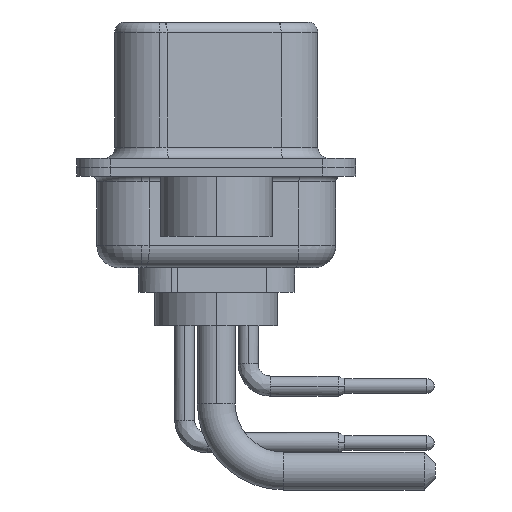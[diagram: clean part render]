
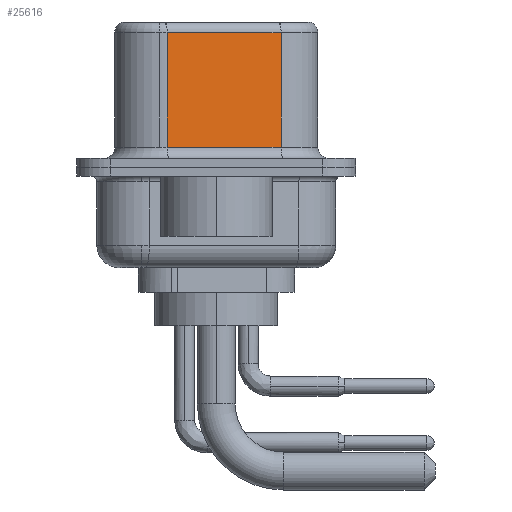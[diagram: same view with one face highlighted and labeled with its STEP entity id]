
A CAD part, left-side view. The second image highlights one B-rep face of the part: STEP entity #25616.
In plain terms, the highlighted planar face has unit normal (-0.985, -0.174, 0).
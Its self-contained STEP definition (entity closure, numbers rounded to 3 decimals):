
#346 = ORIENTED_EDGE ( 'NONE', *, *, #24436, .F. ) ;
#1152 = CARTESIAN_POINT ( 'NONE',  ( 4.58, -2.897, 0.9 ) ) ;
#2312 = AXIS2_PLACEMENT_3D ( 'NONE', #18345, #14088, #5740 ) ;
#2468 = EDGE_CURVE ( 'NONE', #16169, #20405, #8093, .T. ) ;
#2570 = ORIENTED_EDGE ( 'NONE', *, *, #7932, .T. ) ;
#3047 = FACE_OUTER_BOUND ( 'NONE', #23034, .T. ) ;
#3226 = VECTOR ( 'NONE', #5979, 1000. ) ;
#5740 = DIRECTION ( 'NONE',  ( -0.174, 0.985, 0. ) ) ;
#5979 = DIRECTION ( 'NONE',  ( 0.174, -0.985, 0. ) ) ;
#7932 = EDGE_CURVE ( 'NONE', #17568, #16169, #19167, .T. ) ;
#8093 = LINE ( 'NONE', #1152, #3226 ) ;
#9310 = CARTESIAN_POINT ( 'NONE',  ( 4.58, -2.897, 6.02 ) ) ;
#9561 = VECTOR ( 'NONE', #25224, 1000. ) ;
#10183 = VECTOR ( 'NONE', #23963, 1000. ) ;
#11649 = VECTOR ( 'NONE', #15703, 1000. ) ;
#12988 = EDGE_CURVE ( 'NONE', #15445, #17568, #24459, .T. ) ;
#14088 = DIRECTION ( 'NONE',  ( 0.985, 0.174, 0. ) ) ;
#14231 = PLANE ( 'NONE',  #2312 ) ;
#14618 = LINE ( 'NONE', #16607, #9561 ) ;
#15445 = VERTEX_POINT ( 'NONE', #16716 ) ;
#15703 = DIRECTION ( 'NONE',  ( -0.174, 0.985, 0. ) ) ;
#16129 = CARTESIAN_POINT ( 'NONE',  ( 3.68, 2.203, 6.02 ) ) ;
#16169 = VERTEX_POINT ( 'NONE', #24109 ) ;
#16607 = CARTESIAN_POINT ( 'NONE',  ( 4.58, -2.897, 6.52 ) ) ;
#16716 = CARTESIAN_POINT ( 'NONE',  ( 4.58, -2.897, 6.02 ) ) ;
#17568 = VERTEX_POINT ( 'NONE', #16129 ) ;
#17621 = ORIENTED_EDGE ( 'NONE', *, *, #2468, .T. ) ;
#18345 = CARTESIAN_POINT ( 'NONE',  ( 4.58, -2.897, 6.52 ) ) ;
#19167 = LINE ( 'NONE', #27787, #10183 ) ;
#19286 = ORIENTED_EDGE ( 'NONE', *, *, #12988, .T. ) ;
#20405 = VERTEX_POINT ( 'NONE', #27138 ) ;
#23034 = EDGE_LOOP ( 'NONE', ( #346, #19286, #2570, #17621 ) ) ;
#23963 = DIRECTION ( 'NONE',  ( 0., 0., -1. ) ) ;
#24109 = CARTESIAN_POINT ( 'NONE',  ( 3.68, 2.203, 0.9 ) ) ;
#24436 = EDGE_CURVE ( 'NONE', #15445, #20405, #14618, .T. ) ;
#24459 = LINE ( 'NONE', #9310, #11649 ) ;
#25224 = DIRECTION ( 'NONE',  ( 0., 0., -1. ) ) ;
#25616 = ADVANCED_FACE ( 'NONE', ( #3047 ), #14231, .F. ) ;
#27138 = CARTESIAN_POINT ( 'NONE',  ( 4.58, -2.897, 0.9 ) ) ;
#27787 = CARTESIAN_POINT ( 'NONE',  ( 3.68, 2.203, 6.52 ) ) ;
